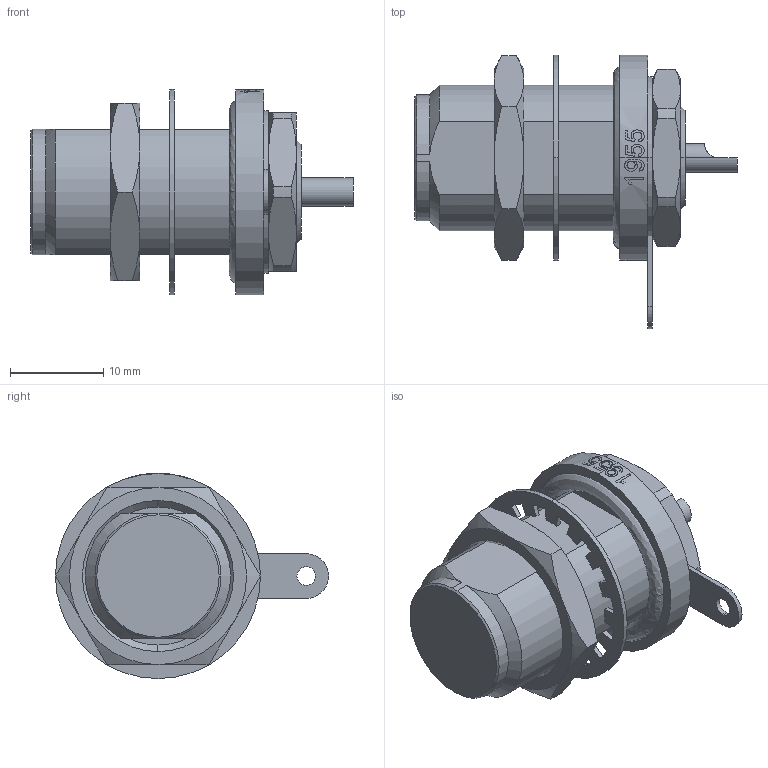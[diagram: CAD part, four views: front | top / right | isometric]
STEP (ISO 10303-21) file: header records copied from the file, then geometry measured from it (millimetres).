
FILE_DESCRIPTION (( 'STEP AP214' ), '1' );
FILE_NAME ('FMCN1955_3D.step', '2024-07-19T13:54:35', ( '' ), ( '' ), 'SwSTEP 2.0', 'SolidWorks 2022', '' );
FILE_SCHEMA (( 'AUTOMOTIVE_DESIGN' ));
Length unit declared in the file: inch
Products named in the file (7): Copy of BNC8105T-6^FMCN1955; Copy of N8505C-0000-HS^FMCN1955; Copy of N8105-7_1^FMCN1955; Copy of N8105-6^FMCN1955; Copy of N8105-8_1^FMCN1955; Copy of N8505C-HS-8^FMCN1955; FMCN1955_3D
Assembly tree (6 placements, depth 2):
  FMCN1955_3D
    Copy of N8505C-0000-HS^FMCN1955
    Copy of N8105-6^FMCN1955
    Copy of N8105-7_1^FMCN1955
    Copy of N8105-8_1^FMCN1955
    Copy of BNC8105T-6^FMCN1955
    Copy of N8505C-HS-8^FMCN1955
Bounding box: 34.6 x 29.3 x 22.01 mm (x, y, z)
Volume: 6461.4 mm3; surface area: 4498.8 mm2
Topology: 6 solids, 6 shells, 235 faces, 610 edges, 394 vertices
Faces by surface type: plane 78, cylinder 73, bspline 70, cone 14
Entity records: 11662 total; most frequent: CARTESIAN_POINT 5998, ORIENTED_EDGE 1220, DIRECTION 968, EDGE_CURVE 610, VERTEX_POINT 394, AXIS2_PLACEMENT_3D 372, EDGE_LOOP 254, ADVANCED_FACE 235
